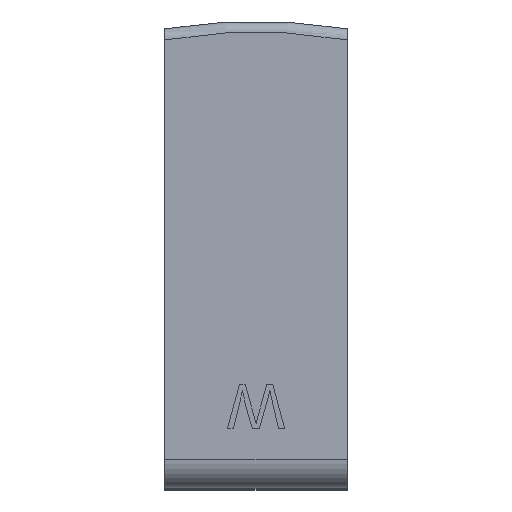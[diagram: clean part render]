
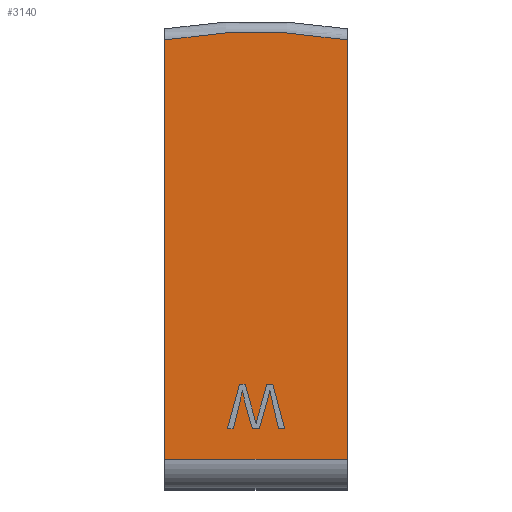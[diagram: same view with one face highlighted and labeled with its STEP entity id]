
A CAD part, top view. The second image highlights one B-rep face of the part: STEP entity #3140.
In plain terms, the highlighted planar face has unit normal (0, 0, 1).
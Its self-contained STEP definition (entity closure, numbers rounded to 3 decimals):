
#242=CARTESIAN_POINT('',(-3.924,8.15,121.7));
#243=VERTEX_POINT('',#242);
#250=CARTESIAN_POINT('',(-3.11,8.15,121.7));
#251=VERTEX_POINT('',#250);
#252=CARTESIAN_POINT('',(-3.11,8.15,121.7));
#253=DIRECTION('',(-1.0,0.,0.0));
#254=VECTOR('',#253,0.814);
#255=LINE('',#252,#254);
#256=EDGE_CURVE('',#251,#243,#255,.T.);
#273=CARTESIAN_POINT('',(-2.26,14.25,121.7));
#274=VERTEX_POINT('',#273);
#281=CARTESIAN_POINT('',(-3.924,8.15,121.7));
#282=DIRECTION('',(0.263,0.965,0.0));
#283=VECTOR('',#282,6.323);
#284=LINE('',#281,#283);
#285=EDGE_CURVE('',#243,#274,#284,.T.);
#297=CARTESIAN_POINT('',(-1.469,14.25,121.7));
#298=VERTEX_POINT('',#297);
#305=CARTESIAN_POINT('',(-2.26,14.25,121.7));
#306=DIRECTION('',(1.0,0.,0.0));
#307=VECTOR('',#306,0.79);
#308=LINE('',#305,#307);
#309=EDGE_CURVE('',#274,#298,#308,.T.);
#321=CARTESIAN_POINT('',(-0.195,9.601,121.7));
#322=VERTEX_POINT('',#321);
#329=CARTESIAN_POINT('',(-1.469,14.25,121.7));
#330=DIRECTION('',(0.264,-0.964,0.0));
#331=VECTOR('',#330,4.821);
#332=LINE('',#329,#331);
#333=EDGE_CURVE('',#298,#322,#332,.T.);
#347=CARTESIAN_POINT('',(0.,8.885,121.7));
#348=VERTEX_POINT('',#347);
#355=CARTESIAN_POINT('',(-0.195,9.601,121.7));
#356=CARTESIAN_POINT('',(-0.028,9.019,121.7));
#357=CARTESIAN_POINT('',(0.,8.885,121.7));
#358=QUASI_UNIFORM_CURVE('',2,(#355,#356,#357),.UNSPECIFIED.,.F.,.U.);
#359=EDGE_CURVE('',#322,#348,#358,.T.);
#373=CARTESIAN_POINT('',(0.181,9.601,121.7));
#374=VERTEX_POINT('',#373);
#381=CARTESIAN_POINT('',(0.,8.885,121.7));
#382=CARTESIAN_POINT('',(0.102,9.303,121.7));
#383=CARTESIAN_POINT('',(0.181,9.601,121.7));
#384=QUASI_UNIFORM_CURVE('',2,(#381,#382,#383),.UNSPECIFIED.,.F.,.U.);
#385=EDGE_CURVE('',#348,#374,#384,.T.);
#397=CARTESIAN_POINT('',(1.469,14.25,121.7));
#398=VERTEX_POINT('',#397);
#405=CARTESIAN_POINT('',(0.181,9.601,121.7));
#406=DIRECTION('',(0.267,0.964,0.0));
#407=VECTOR('',#406,4.824);
#408=LINE('',#405,#407);
#409=EDGE_CURVE('',#374,#398,#408,.T.);
#421=CARTESIAN_POINT('',(2.301,14.25,121.7));
#422=VERTEX_POINT('',#421);
#429=CARTESIAN_POINT('',(1.469,14.25,121.7));
#430=DIRECTION('',(1.0,0.,0.0));
#431=VECTOR('',#430,0.832);
#432=LINE('',#429,#431);
#433=EDGE_CURVE('',#398,#422,#432,.T.);
#445=CARTESIAN_POINT('',(3.919,8.15,121.7));
#446=VERTEX_POINT('',#445);
#453=CARTESIAN_POINT('',(2.301,14.25,121.7));
#454=DIRECTION('',(0.256,-0.967,0.0));
#455=VECTOR('',#454,6.311);
#456=LINE('',#453,#455);
#457=EDGE_CURVE('',#422,#446,#456,.T.);
#469=CARTESIAN_POINT('',(3.092,8.15,121.7));
#470=VERTEX_POINT('',#469);
#477=CARTESIAN_POINT('',(3.919,8.15,121.7));
#478=DIRECTION('',(-1.0,0.,0.0));
#479=VECTOR('',#478,0.828);
#480=LINE('',#477,#479);
#481=EDGE_CURVE('',#446,#470,#480,.T.);
#493=CARTESIAN_POINT('',(2.162,12.148,121.7));
#494=VERTEX_POINT('',#493);
#501=CARTESIAN_POINT('',(3.092,8.15,121.7));
#502=DIRECTION('',(-0.227,0.974,0.0));
#503=VECTOR('',#502,4.105);
#504=LINE('',#501,#503);
#505=EDGE_CURVE('',#470,#494,#504,.T.);
#519=CARTESIAN_POINT('',(1.902,13.399,121.7));
#520=VERTEX_POINT('',#519);
#527=CARTESIAN_POINT('',(2.162,12.148,121.7));
#528=CARTESIAN_POINT('',(2.013,12.776,121.7));
#529=CARTESIAN_POINT('',(1.902,13.399,121.7));
#530=QUASI_UNIFORM_CURVE('',2,(#527,#528,#529),.UNSPECIFIED.,.F.,.U.);
#531=EDGE_CURVE('',#494,#520,#530,.T.);
#545=CARTESIAN_POINT('',(1.627,12.269,121.7));
#546=VERTEX_POINT('',#545);
#553=CARTESIAN_POINT('',(1.902,13.399,121.7));
#554=CARTESIAN_POINT('',(1.669,12.418,121.7));
#555=CARTESIAN_POINT('',(1.627,12.269,121.7));
#556=QUASI_UNIFORM_CURVE('',2,(#553,#554,#555),.UNSPECIFIED.,.F.,.U.);
#557=EDGE_CURVE('',#520,#546,#556,.T.);
#569=CARTESIAN_POINT('',(0.47,8.15,121.7));
#570=VERTEX_POINT('',#569);
#577=CARTESIAN_POINT('',(1.627,12.269,121.7));
#578=DIRECTION('',(-0.271,-0.963,0.0));
#579=VECTOR('',#578,4.279);
#580=LINE('',#577,#579);
#581=EDGE_CURVE('',#546,#570,#580,.T.);
#593=CARTESIAN_POINT('',(-0.507,8.15,121.7));
#594=VERTEX_POINT('',#593);
#601=CARTESIAN_POINT('',(0.47,8.15,121.7));
#602=DIRECTION('',(-1.0,0.,0.0));
#603=VECTOR('',#602,0.976);
#604=LINE('',#601,#603);
#605=EDGE_CURVE('',#570,#594,#604,.T.);
#617=CARTESIAN_POINT('',(-1.381,11.237,121.7));
#618=VERTEX_POINT('',#617);
#625=CARTESIAN_POINT('',(-0.507,8.15,121.7));
#626=DIRECTION('',(-0.272,0.962,0.0));
#627=VECTOR('',#626,3.209);
#628=LINE('',#625,#627);
#629=EDGE_CURVE('',#594,#618,#628,.T.);
#643=CARTESIAN_POINT('',(-1.855,13.399,121.7));
#644=VERTEX_POINT('',#643);
#651=CARTESIAN_POINT('',(-1.381,11.237,121.7));
#652=CARTESIAN_POINT('',(-1.702,12.386,121.7));
#653=CARTESIAN_POINT('',(-1.855,13.399,121.7));
#654=QUASI_UNIFORM_CURVE('',2,(#651,#652,#653),.UNSPECIFIED.,.F.,.U.);
#655=EDGE_CURVE('',#618,#644,#654,.T.);
#669=CARTESIAN_POINT('',(-2.157,12.069,121.7));
#670=VERTEX_POINT('',#669);
#677=CARTESIAN_POINT('',(-1.855,13.399,121.7));
#678=CARTESIAN_POINT('',(-1.971,12.818,121.7));
#679=CARTESIAN_POINT('',(-2.157,12.069,121.7));
#680=QUASI_UNIFORM_CURVE('',2,(#677,#678,#679),.UNSPECIFIED.,.F.,.U.);
#681=EDGE_CURVE('',#644,#670,#680,.T.);
#694=CARTESIAN_POINT('',(-2.157,12.069,121.7));
#695=DIRECTION('',(-0.236,-0.972,0.0));
#696=VECTOR('',#695,4.034);
#697=LINE('',#694,#696);
#698=EDGE_CURVE('',#670,#251,#697,.T.);
#870=CARTESIAN_POINT('',(-12.5,4.,121.7));
#871=VERTEX_POINT('',#870);
#879=CARTESIAN_POINT('',(-12.5,61.429,121.7));
#880=VERTEX_POINT('',#879);
#881=CARTESIAN_POINT('',(-12.5,61.429,121.7));
#882=DIRECTION('',(0.0,-1.0,0.0));
#883=VECTOR('',#882,57.429);
#884=LINE('',#881,#883);
#885=EDGE_CURVE('',#880,#871,#884,.T.);
#1078=CARTESIAN_POINT('',(12.5,61.429,121.7));
#1079=VERTEX_POINT('',#1078);
#1080=CARTESIAN_POINT('',(0.0,-11.,121.7));
#1081=DIRECTION('',(0.0,0.0,-1.0));
#1082=DIRECTION('',(0.0,1.0,0.0));
#1083=AXIS2_PLACEMENT_3D('',#1080,#1081,#1082);
#1084=CIRCLE('',#1083,73.5);
#1085=EDGE_CURVE('',#880,#1079,#1084,.T.);
#3096=CARTESIAN_POINT('',(0.0,4.,121.7));
#3097=DIRECTION('',(0.0,0.0,1.0));
#3098=DIRECTION('',(1.0,0.0,0.0));
#3099=AXIS2_PLACEMENT_3D('',#3096,#3097,#3098);
#3100=PLANE('',#3099);
#3101=ORIENTED_EDGE('',*,*,#1085,.F.);
#3102=ORIENTED_EDGE('',*,*,#885,.T.);
#3103=CARTESIAN_POINT('',(12.5,4.,121.7));
#3104=VERTEX_POINT('',#3103);
#3105=CARTESIAN_POINT('',(-12.5,4.,121.7));
#3106=DIRECTION('',(1.0,0.0,0.0));
#3107=VECTOR('',#3106,25.0);
#3108=LINE('',#3105,#3107);
#3109=EDGE_CURVE('',#871,#3104,#3108,.T.);
#3110=ORIENTED_EDGE('',*,*,#3109,.T.);
#3111=CARTESIAN_POINT('',(12.5,61.429,121.7));
#3112=DIRECTION('',(0.0,-1.0,0.0));
#3113=VECTOR('',#3112,57.429);
#3114=LINE('',#3111,#3113);
#3115=EDGE_CURVE('',#1079,#3104,#3114,.T.);
#3116=ORIENTED_EDGE('',*,*,#3115,.F.);
#3117=EDGE_LOOP('',(#3101,#3102,#3110,#3116));
#3118=FACE_OUTER_BOUND('',#3117,.T.);
#3119=ORIENTED_EDGE('',*,*,#256,.T.);
#3120=ORIENTED_EDGE('',*,*,#285,.T.);
#3121=ORIENTED_EDGE('',*,*,#309,.T.);
#3122=ORIENTED_EDGE('',*,*,#333,.T.);
#3123=ORIENTED_EDGE('',*,*,#359,.T.);
#3124=ORIENTED_EDGE('',*,*,#385,.T.);
#3125=ORIENTED_EDGE('',*,*,#409,.T.);
#3126=ORIENTED_EDGE('',*,*,#433,.T.);
#3127=ORIENTED_EDGE('',*,*,#457,.T.);
#3128=ORIENTED_EDGE('',*,*,#481,.T.);
#3129=ORIENTED_EDGE('',*,*,#505,.T.);
#3130=ORIENTED_EDGE('',*,*,#531,.T.);
#3131=ORIENTED_EDGE('',*,*,#557,.T.);
#3132=ORIENTED_EDGE('',*,*,#581,.T.);
#3133=ORIENTED_EDGE('',*,*,#605,.T.);
#3134=ORIENTED_EDGE('',*,*,#629,.T.);
#3135=ORIENTED_EDGE('',*,*,#655,.T.);
#3136=ORIENTED_EDGE('',*,*,#681,.T.);
#3137=ORIENTED_EDGE('',*,*,#698,.T.);
#3138=EDGE_LOOP('',(#3119,#3120,#3121,#3122,#3123,#3124,#3125,#3126,#3127,#3128,#3129,#3130,#3131,#3132,#3133,#3134,#3135,#3136,#3137));
#3139=FACE_BOUND('',#3138,.T.);
#3140=ADVANCED_FACE('',(#3118,#3139),#3100,.T.);
